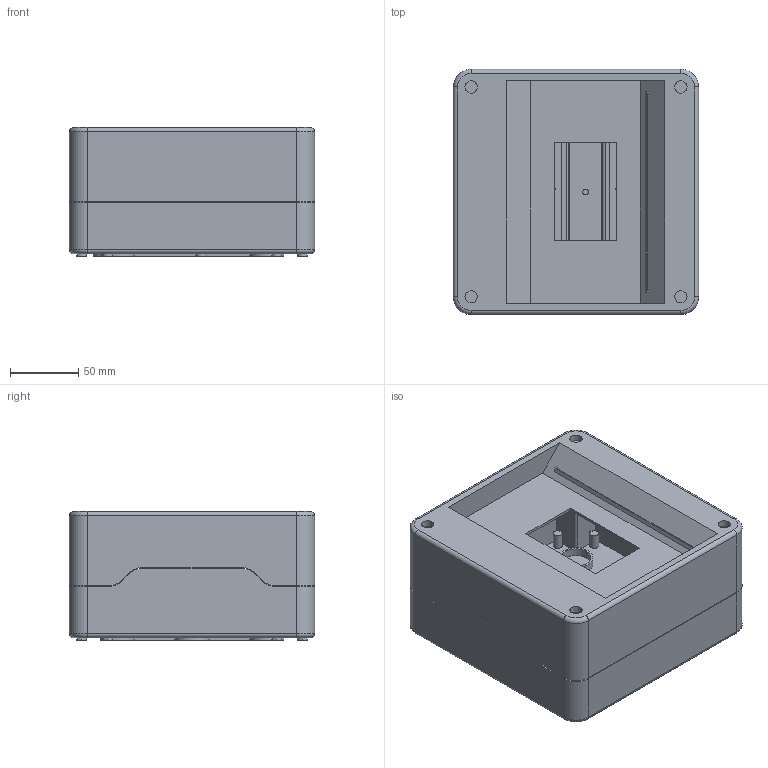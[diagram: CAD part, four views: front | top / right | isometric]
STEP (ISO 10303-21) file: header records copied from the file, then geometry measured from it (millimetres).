
FILE_DESCRIPTION((''),'2;1');
FILE_NAME('GW40026_ASM','2021-07-16T10:06:47',('User'),('Axiro Italia'),'CREO PARAMETRIC BY PTC INC, 2020354','CREO PARAMETRIC BY PTC INC, 2020354','');
FILE_SCHEMA(('CONFIG_CONTROL_DESIGN'));
Length unit declared in the file: millimetre
Products named in the file (4): GW40026_SCATOLA_OR_MODIFIED; GW40026_COPERCHIO_OR_MODIFIED; GUIDA_DIN_8; GW40026_ASM
Assembly tree (3 placements, depth 2):
  GW40026_ASM
    GW40026_SCATOLA_OR_MODIFIED
    GW40026_COPERCHIO_OR_MODIFIED
    GUIDA_DIN_8
Bounding box: 180 x 180 x 94.7 mm (x, y, z)
Volume: 423225.3 mm3; surface area: 307016.6 mm2
Topology: 3 solids, 3 shells, 747 faces, 2025 edges, 1331 vertices
Faces by surface type: plane 499, cylinder 194, cone 46, torus 8
Entity records: 23547 total; most frequent: CARTESIAN_POINT 4208, ORIENTED_EDGE 4038, DIRECTION 3973, EDGE_CURVE 2019, VECTOR 1525, LINE 1525, VERTEX_POINT 1331, AXIS2_PLACEMENT_3D 1224
